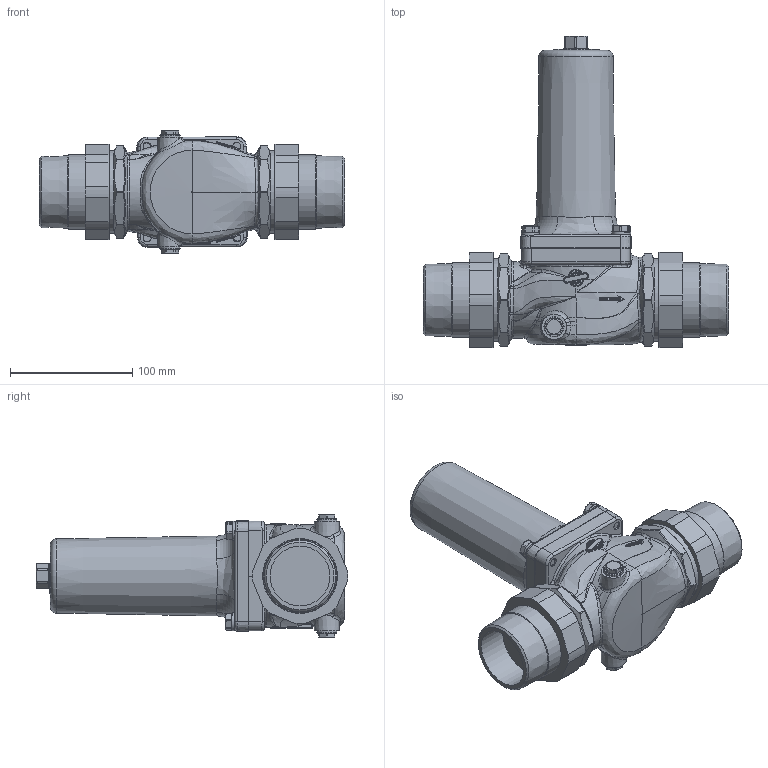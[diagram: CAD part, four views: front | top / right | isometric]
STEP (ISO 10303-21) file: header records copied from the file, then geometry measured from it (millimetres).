
FILE_DESCRIPTION(/* description */ (''),/* implementation_level */ '2;1');
FILE_NAME(/* name */ '070207-R0330.stp',/* time_stamp */ '2023-02-17T09:37:20+01:00',/* author */ ('gninka'),/* organization */ (''),/* preprocessor_version */ 'ST-DEVELOPER v19',/* originating_system */ 'Autodesk Inventor 2023',/* authorisation */ '');
FILE_SCHEMA (('AUTOMOTIVE_DESIGN { 1 0 10303 214 3 1 1 }'));
Length unit declared in the file: millimetre
Products named in the file (1): 070207-R6330.20221209_step
Bounding box: 250 x 255.05 x 101 mm (x, y, z)
Volume: 1587646.3 mm3; surface area: 127875.7 mm2
Topology: 1 solids, 3 shells, 962 faces, 2345 edges, 1405 vertices
Faces by surface type: bspline 315, plane 236, cylinder 235, cone 90, sphere 44, torus 42
Full cylindrical faces by diameter (mm): 3 x1, 6.647 x4, 8 x4, 8.5 x4, 10 x3, 11 x2, 11.45 x2, 16.5 x2, 20 x1, 49 x2, 61 x2, 61.3 x2, 68 x2
Entity records: 43012 total; most frequent: CARTESIAN_POINT 22638, ORIENTED_EDGE 4670, DIRECTION 3642, EDGE_CURVE 2335, AXIS2_PLACEMENT_3D 1518, VERTEX_POINT 1405, EDGE_LOOP 1006, FACE_OUTER_BOUND 962
